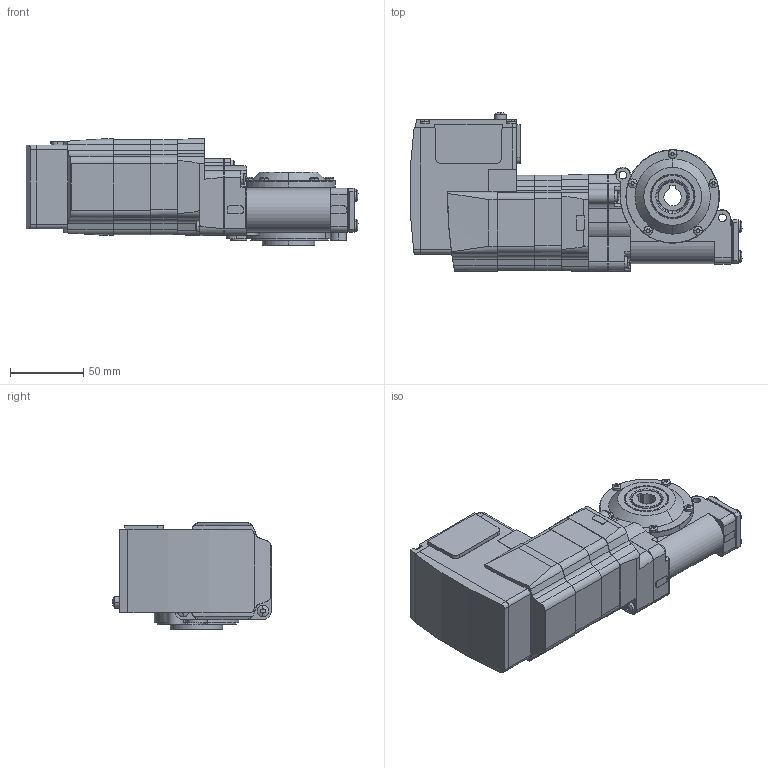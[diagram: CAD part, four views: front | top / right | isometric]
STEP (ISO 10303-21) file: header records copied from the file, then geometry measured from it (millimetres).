
FILE_DESCRIPTION(('STEP AP242'),'1');
FILE_NAME('ile2d661pb1a8.stp','2021-01-24T08:01:00',('TraceParts'),('TraceParts S.A.'),'Spatial InterOp 3D',' ',' ');
FILE_SCHEMA(('AP242_MANAGED_MODEL_BASED_3D_ENGINEERING_MIM_LF {1 0 10303 442 1 1 4}'));
Length unit declared in the file: millimetre
Products named in the file (1): ile2d661pb1a8_1
Bounding box: 226.95 x 108.8 x 73.65 mm (x, y, z)
Volume: 835031.7 mm3; surface area: 134652.1 mm2
Topology: 8 solids, 8 shells, 850 faces, 2331 edges, 1515 vertices
Faces by surface type: cylinder 433, plane 261, cone 78, torus 43, sphere 35
Entity records: 53323 total; most frequent: CARTESIAN_POINT 7798, DIRECTION 4712, ORIENTED_EDGE 4608, STYLED_ITEM 4217, PRESENTATION_STYLE_ASSIGNMENT 4217, COLOUR_RGB 4217, EDGE_CURVE 2304, CURVE_STYLE 2074
